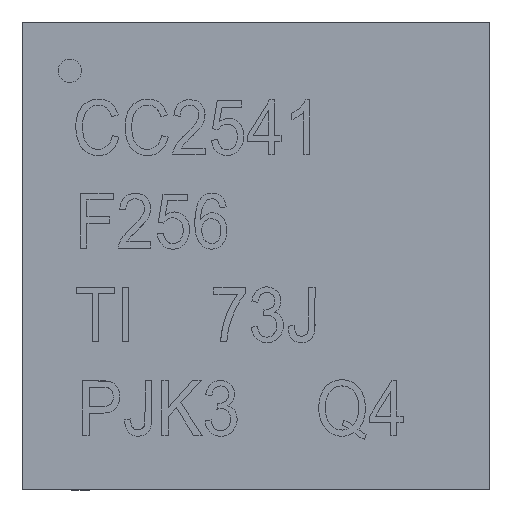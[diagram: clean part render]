
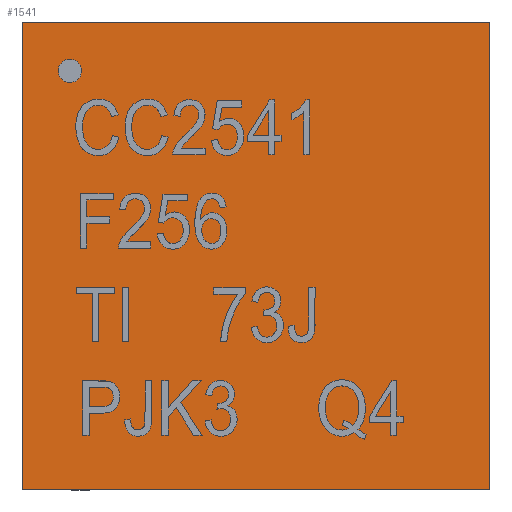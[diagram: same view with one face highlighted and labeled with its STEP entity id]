
A CAD part, top view. The second image highlights one B-rep face of the part: STEP entity #1541.
In plain terms, the highlighted planar face has unit normal (0, 0, 1).
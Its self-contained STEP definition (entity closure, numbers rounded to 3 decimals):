
#1541=ADVANCED_FACE('',(#2455),#2090,.T.);
#2090=PLANE('',#9687);
#2455=FACE_OUTER_BOUND('',#2993,.T.);
#2993=EDGE_LOOP('',(#3553,#3554,#3555,#3556));
#3553=ORIENTED_EDGE('',*,*,#6935,.F.);
#3554=ORIENTED_EDGE('',*,*,#6936,.F.);
#3555=ORIENTED_EDGE('',*,*,#6937,.F.);
#3556=ORIENTED_EDGE('',*,*,#6938,.F.);
#6089=VERTEX_POINT('',#11968);
#6090=VERTEX_POINT('',#11969);
#6091=VERTEX_POINT('',#11971);
#6092=VERTEX_POINT('',#11973);
#6935=EDGE_CURVE('',#6089,#6090,#8203,.T.);
#6936=EDGE_CURVE('',#6091,#6089,#8204,.T.);
#6937=EDGE_CURVE('',#6092,#6091,#8205,.T.);
#6938=EDGE_CURVE('',#6090,#6092,#8206,.T.);
#8203=LINE('',#11967,#8873);
#8204=LINE('',#11970,#8874);
#8205=LINE('',#11972,#8875);
#8206=LINE('',#11974,#8876);
#8873=VECTOR('',#10177,1.);
#8874=VECTOR('',#10178,1.);
#8875=VECTOR('',#10179,1.);
#8876=VECTOR('',#10180,1.);
#9687=AXIS2_PLACEMENT_3D('',#11975,#10181,#10182);
#10177=DIRECTION('',(-1.,0.,0.));
#10178=DIRECTION('',(0.,-1.,0.));
#10179=DIRECTION('',(1.,0.,0.));
#10180=DIRECTION('',(0.,1.,0.));
#10181=DIRECTION('',(0.,0.,1.));
#10182=DIRECTION('',(1.,0.,0.));
#11967=CARTESIAN_POINT('',(3.,0.,1.));
#11968=CARTESIAN_POINT('',(6.,0.,1.));
#11969=CARTESIAN_POINT('',(0.,0.,1.));
#11970=CARTESIAN_POINT('',(6.,3.,1.));
#11971=CARTESIAN_POINT('',(6.,6.,1.));
#11972=CARTESIAN_POINT('',(3.,6.,1.));
#11973=CARTESIAN_POINT('',(0.,6.,1.));
#11974=CARTESIAN_POINT('',(0.,3.,1.));
#11975=CARTESIAN_POINT('',(3.,3.,1.));
